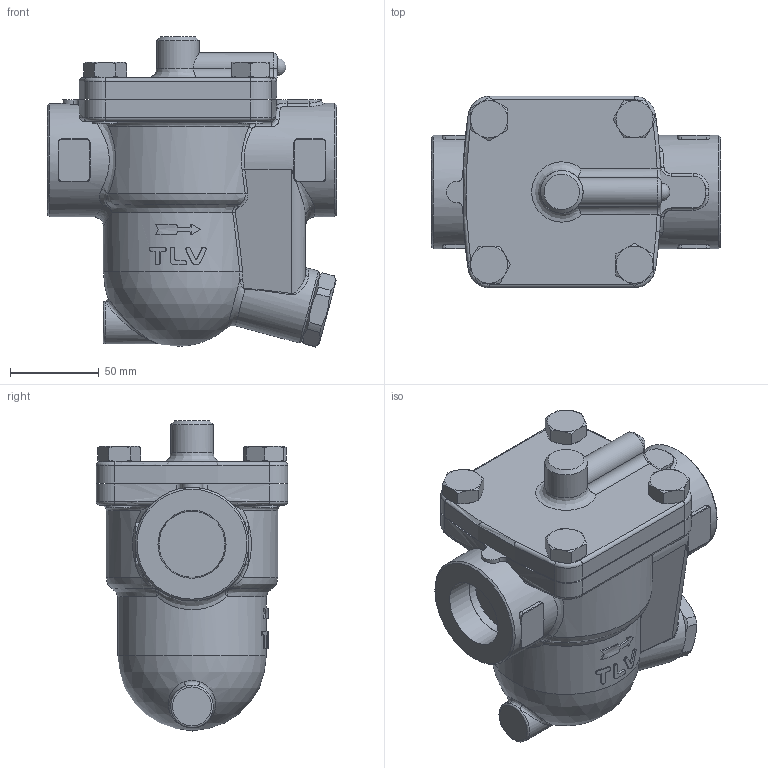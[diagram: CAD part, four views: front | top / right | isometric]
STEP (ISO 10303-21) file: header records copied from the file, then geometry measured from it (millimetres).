
FILE_DESCRIPTION((''),'2;1');
FILE_NAME('j5sx0-032-screw-00.stp','2009-10-30T11:27:55',('nakaot'),(''),'Autodesk Inventor 2008','Autodesk Inventor 2008','');
FILE_SCHEMA(('AUTOMOTIVE_DESIGN { 1 0 10303 214 1 1 1 1 }'));
Length unit declared in the file: millimetre
Products named in the file (1): j5sx0-032-screw-00
Bounding box: 163 x 108 x 174.85 mm (x, y, z)
Volume: 1342375.5 mm3; surface area: 109621.7 mm2
Topology: 1 solids, 1 shells, 406 faces, 1006 edges, 600 vertices
Faces by surface type: bspline 118, cylinder 103, plane 97, cone 54, torus 32, sphere 2
Full cylindrical faces by diameter (mm): 14 x8, 24 x1, 42 x1, 64 x2, 77 x1
Entity records: 24468 total; most frequent: CARTESIAN_POINT 16001, ORIENTED_EDGE 1866, DIRECTION 1610, EDGE_CURVE 933, AXIS2_PLACEMENT_3D 689, VERTEX_POINT 578, EDGE_LOOP 459, FACE_OUTER_BOUND 404
